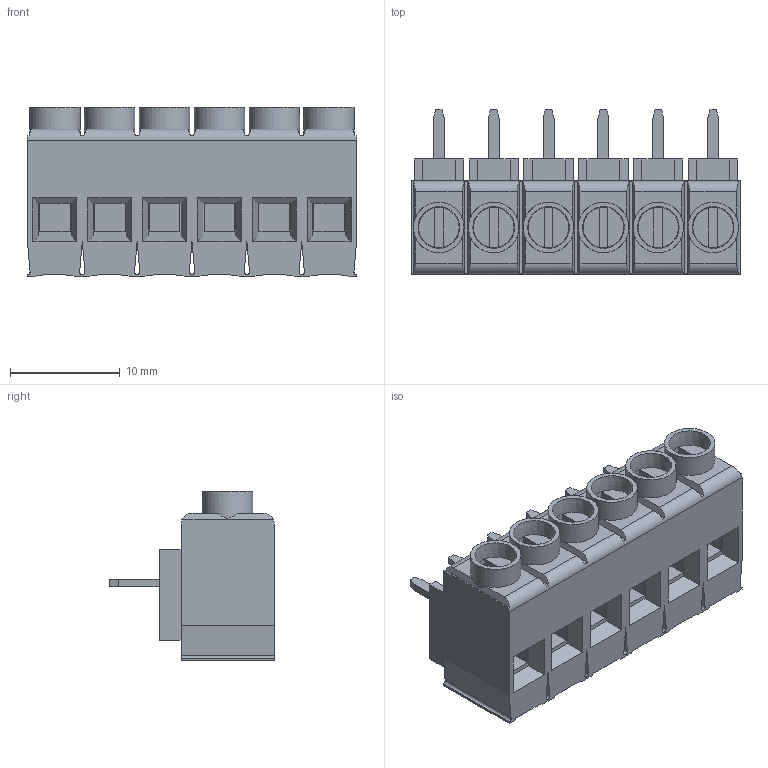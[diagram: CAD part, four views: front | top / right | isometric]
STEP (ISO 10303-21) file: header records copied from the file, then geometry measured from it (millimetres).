
FILE_DESCRIPTION( ( 'Unknown' ), '1' );
FILE_NAME( '691132700006.stp', 'Unknown', ( 'Unknown' ), ( 'Unknown' ), 'PSStep 17.0.49', 'Unknown', ' ' );
FILE_SCHEMA( ( 'AUTOMOTIVE_DESIGN { 1 0 10303 214 1 1 1 1 }' ) );
Length unit declared in the file: millimetre
Products named in the file (1): 1
Bounding box: 30 x 15 x 15.45 mm (x, y, z)
Volume: 3281.4 mm3; surface area: 3172.3 mm2
Topology: 1 solids, 1 shells, 323 faces, 855 edges, 558 vertices
Faces by surface type: plane 284, cylinder 33, cone 6
Full cylindrical faces by diameter (mm): 4.6 x6
Entity records: 12319 total; most frequent: CARTESIAN_POINT 1701, ORIENTED_EDGE 1662, DIRECTION 1605, EDGE_CURVE 831, LINE 705, VECTOR 705, VERTEX_POINT 546, AXIS2_PLACEMENT_3D 450
